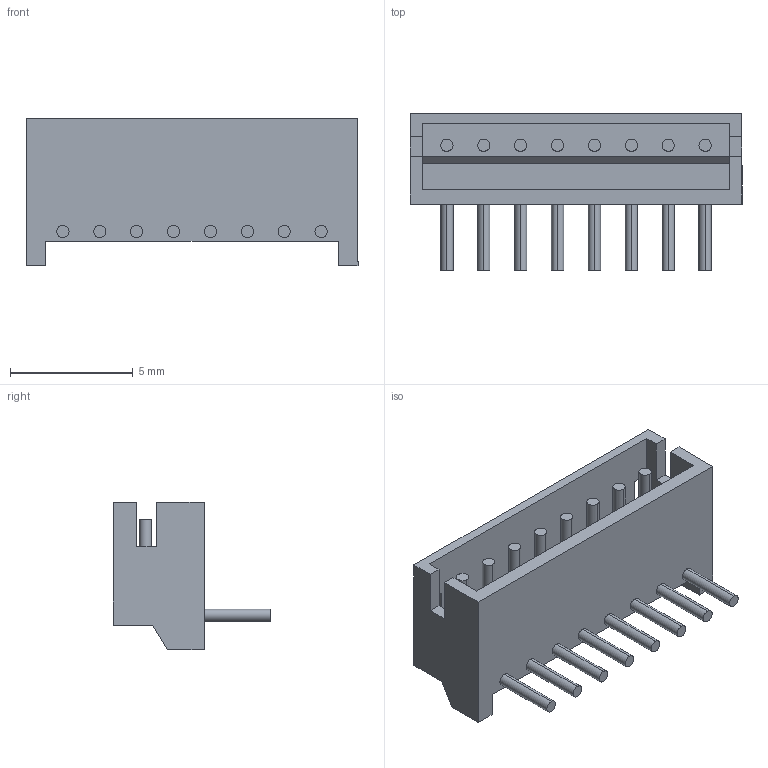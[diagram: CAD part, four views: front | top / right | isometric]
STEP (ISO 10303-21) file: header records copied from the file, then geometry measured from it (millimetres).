
FILE_DESCRIPTION (( 'STEP AP214' ), '1' );
FILE_NAME ('S8B-ZR.STEP', '2010-06-16T04:52:13', ( ' ' ), ( ' ' ), 'SwSTEP 2.0', 'SolidWorks 2005235', '' );
FILE_SCHEMA (( 'AUTOMOTIVE_DESIGN' ));
Length unit declared in the file: millimetre
Products named in the file (1): S8B-ZR
Bounding box: 13.5 x 6.4 x 6 mm (x, y, z)
Volume: 148.3 mm3; surface area: 445.3 mm2
Topology: 1 solids, 1 shells, 80 faces, 196 edges, 130 vertices
Faces by surface type: plane 48, cylinder 32
Entity records: 3279 total; most frequent: DIRECTION 422, CARTESIAN_POINT 407, ORIENTED_EDGE 392, EDGE_CURVE 196, AXIS2_PLACEMENT_3D 145, VECTOR 132, LINE 132, VERTEX_POINT 130
